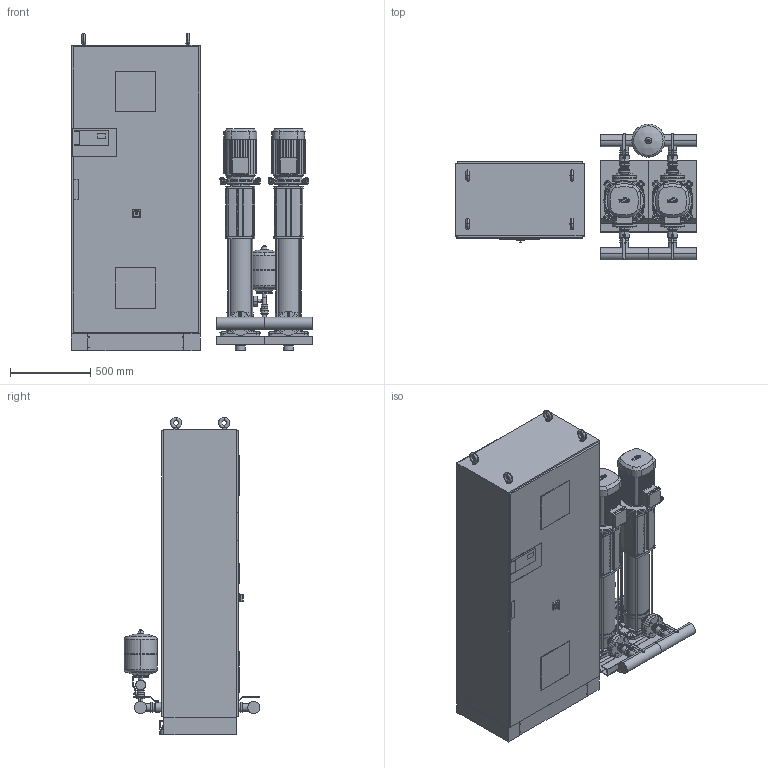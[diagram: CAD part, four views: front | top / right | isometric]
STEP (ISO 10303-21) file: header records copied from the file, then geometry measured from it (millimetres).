
FILE_DESCRIPTION((''),'2;1');
FILE_NAME('3d_SiBoostSmartFC2HELIXV1015-2536126.stp','2016-01-25T11:06:00',(''),(''),'Mechanical Desktop 2009','Mechanical Desktop 2009',', , ');
FILE_SCHEMA(('CONFIG_CONTROL_DESIGN'));
Length unit declared in the file: millimetre
Products named in the file (1): Product
Bounding box: 1500 x 845.05 x 1975 mm (x, y, z)
Volume: 798352507.9 mm3; surface area: 12554922.8 mm2
Topology: 119 solids, 119 shells, 4076 faces, 10640 edges, 6948 vertices
Faces by surface type: plane 1888, bspline 1236, cylinder 674, cone 152, torus 112, sphere 14
Entity records: 131710 total; most frequent: CARTESIAN_POINT 31595, ORIENTED_EDGE 21256, DIRECTION 19308, EDGE_CURVE 10628, VECTOR 7230, LINE 7230, VERTEX_POINT 6936, AXIS2_PLACEMENT_3D 6039
